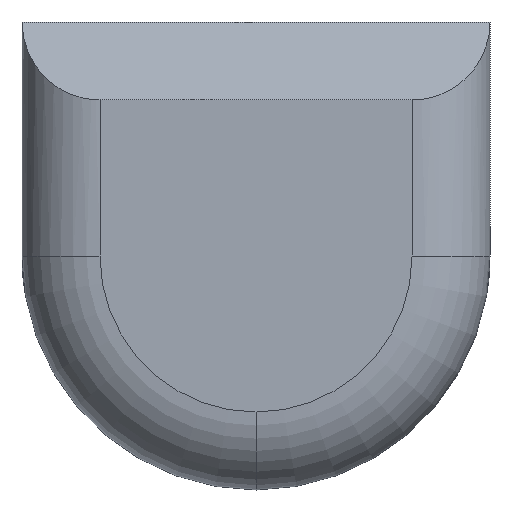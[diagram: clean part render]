
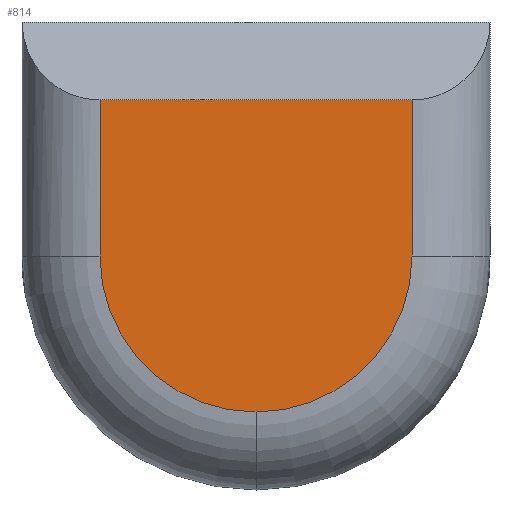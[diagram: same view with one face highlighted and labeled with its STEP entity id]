
A CAD part, left-side view. The second image highlights one B-rep face of the part: STEP entity #814.
In plain terms, the highlighted planar face has unit normal (-1, 0, 0).
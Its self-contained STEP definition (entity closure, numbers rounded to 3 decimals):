
#765=CARTESIAN_POINT('',(-20.,0.,0.));
#766=DIRECTION('',(1.,0.,0.));
#767=DIRECTION('',(0.,1.,0.));
#768=AXIS2_PLACEMENT_3D('',#765,#766,#767);
#769=PLANE('',#768);
#770=CARTESIAN_POINT('',(-20.,10.,0.));
#771=VERTEX_POINT('',#770);
#772=CARTESIAN_POINT('',(-20.,-0.,-10.));
#773=VERTEX_POINT('',#772);
#774=CARTESIAN_POINT('',(-20.,0.,0.));
#775=DIRECTION('',(-1.,-0.,-0.));
#776=DIRECTION('',(0.,0.,-1.));
#777=AXIS2_PLACEMENT_3D('',#774,#775,#776);
#778=CIRCLE('',#777,10.);
#779=EDGE_CURVE('',#771,#773,#778,.T.);
#780=ORIENTED_EDGE('',*,*,#779,.T.);
#781=CARTESIAN_POINT('',(-20.,-10.,0.));
#782=VERTEX_POINT('',#781);
#783=CARTESIAN_POINT('',(-20.,0.,0.));
#784=DIRECTION('',(-1.,-0.,-0.));
#785=DIRECTION('',(0.,0.,-1.));
#786=AXIS2_PLACEMENT_3D('',#783,#784,#785);
#787=CIRCLE('',#786,10.);
#788=EDGE_CURVE('',#773,#782,#787,.T.);
#789=ORIENTED_EDGE('',*,*,#788,.T.);
#790=CARTESIAN_POINT('',(-20.,-10.,10.));
#791=VERTEX_POINT('',#790);
#792=CARTESIAN_POINT('',(-20.,-10.,0.));
#793=DIRECTION('',(0.,0.,1.));
#794=VECTOR('',#793,10.);
#795=LINE('',#792,#794);
#796=EDGE_CURVE('',#782,#791,#795,.T.);
#797=ORIENTED_EDGE('',*,*,#796,.T.);
#798=CARTESIAN_POINT('',(-20.,10.,10.));
#799=VERTEX_POINT('',#798);
#800=CARTESIAN_POINT('',(-20.,-10.,10.));
#801=DIRECTION('',(-0.,1.,-0.));
#802=VECTOR('',#801,20.);
#803=LINE('',#800,#802);
#804=EDGE_CURVE('',#791,#799,#803,.T.);
#805=ORIENTED_EDGE('',*,*,#804,.T.);
#806=CARTESIAN_POINT('',(-20.,10.,10.));
#807=DIRECTION('',(-0.,-0.,-1.));
#808=VECTOR('',#807,10.);
#809=LINE('',#806,#808);
#810=EDGE_CURVE('',#799,#771,#809,.T.);
#811=ORIENTED_EDGE('',*,*,#810,.T.);
#812=EDGE_LOOP('',(#780,#789,#797,#805,#811));
#813=FACE_BOUND('',#812,.T.);
#814=ADVANCED_FACE('',(#813),#769,.F.);
